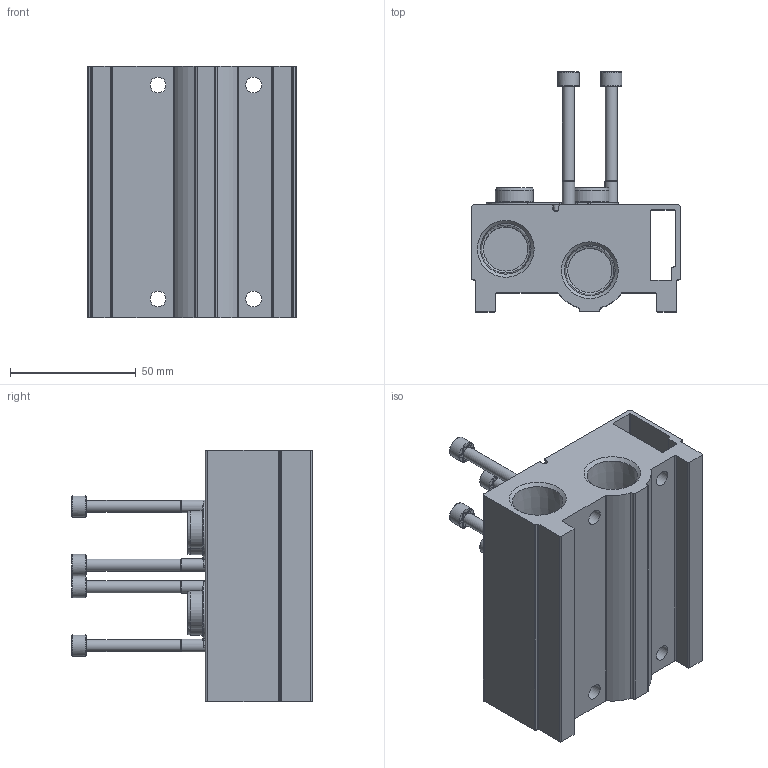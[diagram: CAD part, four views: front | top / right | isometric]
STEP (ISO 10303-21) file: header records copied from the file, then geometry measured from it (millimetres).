
FILE_DESCRIPTION(/* description */ ('STEP AP214'),/* implementation_level */ '2;1');
FILE_NAME(/* name */ '8026422_VABM-B10-30S-N12-2-P3',/* time_stamp */ '2024-09-11T11:43:30+02:00',/* author */ ('License CC BY-ND 4.0'),/* organization */ ('CADENAS'),/* preprocessor_version */ 'ST-DEVELOPER v19.3',/* originating_system */ 'PARTsolutions',/* authorisation */ ' ');
FILE_SCHEMA (('AUTOMOTIVE_DESIGN {1 0 10303 214 3 1 1}'));
Length unit declared in the file: millimetre
Products named in the file (5): 8026422 VABM-B10-30S-N12-2-P3; 8026422 VABM-B10-30S-N12-2-P3---(M); 1841579 VUVS-G38-2---(S); 2191444 F-M5x60-10.9; 31785 B-1/2-NPT---(Plug)
Assembly tree (9 placements, depth 2):
  8026422 VABM-B10-30S-N12-2-P3
    8026422 VABM-B10-30S-N12-2-P3---(M)
    1841579 VUVS-G38-2---(S)  x2
    2191444 F-M5x60-10.9  x4
    31785 B-1/2-NPT---(Plug)  x2
Bounding box: 83 x 95.4 x 100 mm (x, y, z)
Volume: 240122 mm3; surface area: 69822.7 mm2
Topology: 9 solids, 9 shells, 418 faces, 1043 edges, 667 vertices
Faces by surface type: plane 206, cylinder 128, cone 72, torus 12
Full cylindrical faces by diameter (mm): 3.5 x1, 4.134 x5, 4.75 x4, 5 x4, 6.3 x4, 8.5 x4, 9 x4, 9.525 x2, 12 x4, 15.1 x4, 17.6 x2, 18.1 x4
Entity records: 7113 total; most frequent: CARTESIAN_POINT 1287, DIRECTION 1238, ORIENTED_EDGE 1046, EDGE_CURVE 523, AXIS2_PLACEMENT_3D 479, VERTEX_POINT 382, FACE_BOUND 361, EDGE_LOOP 354
